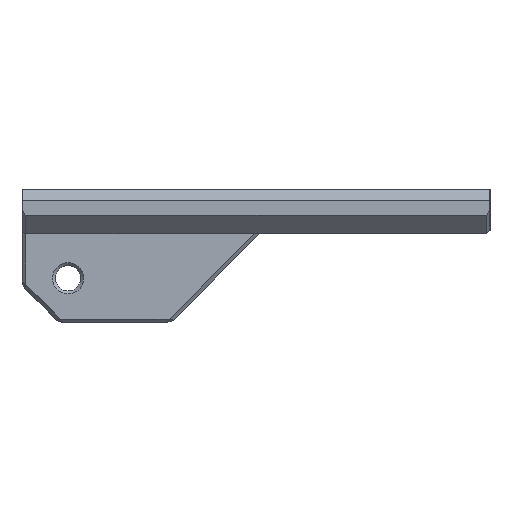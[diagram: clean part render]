
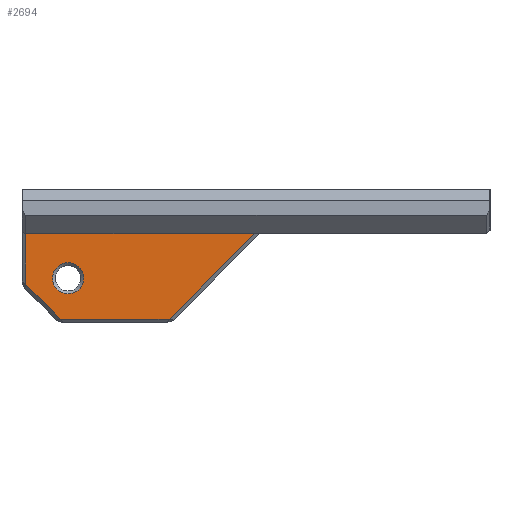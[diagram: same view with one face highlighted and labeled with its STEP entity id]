
A CAD part, left-side view. The second image highlights one B-rep face of the part: STEP entity #2694.
In plain terms, the highlighted planar face has unit normal (-1, 0, 0).
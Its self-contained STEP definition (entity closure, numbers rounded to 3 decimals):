
#32=FACE_BOUND('',#450,.T.);
#109=PLANE('',#2924);
#280=FACE_OUTER_BOUND('',#449,.T.);
#449=EDGE_LOOP('',(#2345,#2346,#2347,#2348,#2349));
#450=EDGE_LOOP('',(#2350));
#733=LINE('',#4329,#1053);
#734=LINE('',#4331,#1054);
#735=LINE('',#4333,#1055);
#736=LINE('',#4334,#1056);
#737=LINE('',#4335,#1057);
#1053=VECTOR('',#3540,10.);
#1054=VECTOR('',#3541,10.);
#1055=VECTOR('',#3542,10.);
#1056=VECTOR('',#3543,10.);
#1057=VECTOR('',#3544,10.);
#1197=CIRCLE('',#2923,2.1);
#1323=VERTEX_POINT('',#4145);
#1385=VERTEX_POINT('',#4323);
#1386=VERTEX_POINT('',#4327);
#1387=VERTEX_POINT('',#4328);
#1388=VERTEX_POINT('',#4330);
#1389=VERTEX_POINT('',#4332);
#1714=EDGE_CURVE('',#1385,#1385,#1197,.T.);
#1716=EDGE_CURVE('',#1386,#1387,#733,.T.);
#1717=EDGE_CURVE('',#1387,#1388,#734,.T.);
#1718=EDGE_CURVE('',#1388,#1389,#735,.T.);
#1719=EDGE_CURVE('',#1389,#1323,#736,.T.);
#1720=EDGE_CURVE('',#1386,#1323,#737,.T.);
#2345=ORIENTED_EDGE('',*,*,#1716,.T.);
#2346=ORIENTED_EDGE('',*,*,#1717,.T.);
#2347=ORIENTED_EDGE('',*,*,#1718,.T.);
#2348=ORIENTED_EDGE('',*,*,#1719,.T.);
#2349=ORIENTED_EDGE('',*,*,#1720,.F.);
#2350=ORIENTED_EDGE('',*,*,#1714,.T.);
#2694=ADVANCED_FACE('',(#280,#32),#109,.F.);
#2923=AXIS2_PLACEMENT_3D('',#4324,#3535,#3536);
#2924=AXIS2_PLACEMENT_3D('',#4326,#3538,#3539);
#3535=DIRECTION('center_axis',(1.,0.,0.));
#3536=DIRECTION('ref_axis',(0.,0.,
1.));
#3538=DIRECTION('center_axis',(1.,0.,0.));
#3539=DIRECTION('ref_axis',(0.,-1.,0.));
#3540=DIRECTION('',(0.,0.,-1.));
#3541=DIRECTION('',(0.,-0.707,-0.707));
#3542=DIRECTION('',(0.,-1.,0.));
#3543=DIRECTION('',(0.,-0.707,0.707));
#3544=DIRECTION('',(0.,-1.,0.));
#4145=CARTESIAN_POINT('',(44.909,141.716,35.862));
#4323=CARTESIAN_POINT('',(44.909,166.809,27.763));
#4324=CARTESIAN_POINT('Origin',(44.909,166.809,29.863));
#4326=CARTESIAN_POINT('Origin',(44.909,173.009,35.862));
#4327=CARTESIAN_POINT('',(44.909,172.509,35.862));
#4328=CARTESIAN_POINT('',(44.909,172.509,29.07));
#4329=CARTESIAN_POINT('',(44.909,172.509,36.862));
#4330=CARTESIAN_POINT('',(44.909,167.802,24.362));
#4331=CARTESIAN_POINT('',(44.909,173.155,29.716));
#4332=CARTESIAN_POINT('',(44.909,153.216,24.362));
#4333=CARTESIAN_POINT('',(44.909,168.009,24.362));
#4334=CARTESIAN_POINT('',(44.909,152.362,25.216));
#4335=CARTESIAN_POINT('',(44.909,157.259,35.862));
